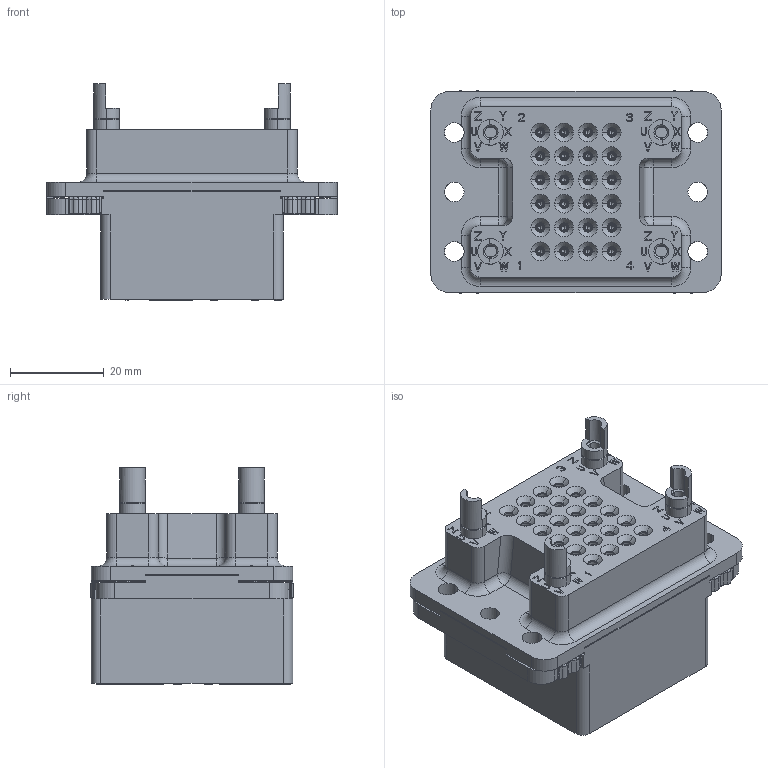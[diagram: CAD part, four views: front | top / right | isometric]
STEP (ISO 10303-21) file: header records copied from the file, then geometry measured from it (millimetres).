
FILE_DESCRIPTION((''),'2;1');
FILE_NAME('00551769200','2020-09-24T',('presta_be4'),(''),'CREO PARAMETRIC BY PTC INC, 2018360','CREO PARAMETRIC BY PTC INC, 2018360','');
FILE_SCHEMA(('CONFIG_CONTROL_DESIGN'));
Products named in the file (1): 00551769200
Bounding box: 62 x 43.28 x 46.2 mm (x, y, z)
Volume: 46217.6 mm3; surface area: 47244.4 mm2
Topology: 35 solids, 35 shells, 4375 faces, 11951 edges, 7678 vertices
Faces by surface type: plane 2943, cylinder 780, cone 448, torus 192, bspline 8, sphere 4
Entity records: 141153 total; most frequent: CARTESIAN_POINT 29850, ORIENTED_EDGE 23806, DIRECTION 22361, EDGE_CURVE 11903, VECTOR 8107, LINE 8107, VERTEX_POINT 7678, AXIS2_PLACEMENT_3D 7127
